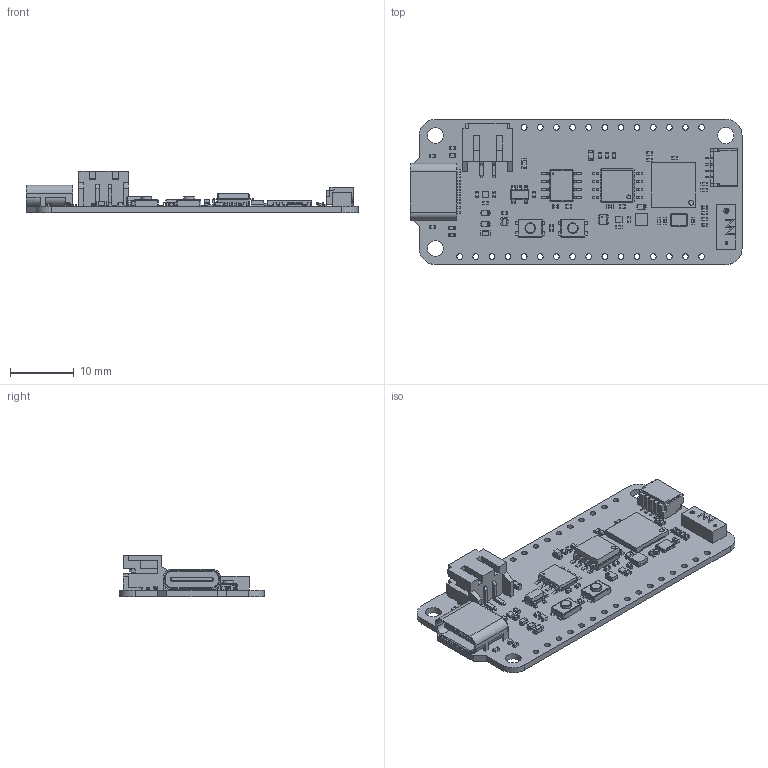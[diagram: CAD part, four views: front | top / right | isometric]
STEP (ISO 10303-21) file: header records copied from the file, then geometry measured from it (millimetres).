
FILE_DESCRIPTION(('KiCad electronic assembly'),'2;1');
FILE_NAME('FeatherS2_P7.step','2024-03-23T18:48:29',('Pcbnew'),('Kicad') ,'Open CASCADE STEP processor 7.7','KiCad to STEP converter','Unknown' );
FILE_SCHEMA(('AUTOMOTIVE_DESIGN { 1 0 10303 214 1 1 1 1 }'));
Length unit declared in the file: millimetre
Products named in the file (42): FeatherS2_P7 1; HIRO-USB-C Fixed Position; HRO  USB-C col 3 v7; R_0402_1005Metric; C_0603_1608Metric; C_0402_1005Metric; LED_0603_1608Metric; D_SOD-523; D_SOD_523; SOT-23-5; SOT_23_5; SOT-553; SOT_553; JST_SH_4pin_Horiz; SM04B-SRSS-TB(LF)(SN); LED_0402_1005Metric; BTN_KMR2_4.6X2.8_HAND; BTN_KMR2_4.6X2.8_HAND v1; NN01-102--3DModel-STEP-56544; NN01-102; APA102 2020 LED; APA102 2020 LED v2; JST_PH_2pion_Horiz; S2B-PH-SM4-TB(LF)(SN); SOT-723; ESD7C5.0DT5G; NCP170AMX170TCG; NCP160AMX280TBG; ESP32_S2--3DModel-STEP-1; ESP32-S2; SSOP-8_3.9x5.05mm_P1.27mm; SSOP_8_39x505mm_P127mm; Crystal_SMD_3225-4Pin_3.2x2.5mm_HandSoldering; SOIC-8_5.275x5.275mm_P1.27mm; SOIC_8_5275x5275mm_P127mm; FeatherS2_P7_PCB
Assembly tree (76 placements, depth 3):
  FeatherS2_P7 1
    HIRO-USB-C Fixed Position
      HRO  USB-C col 3 v7
    R_0402_1005Metric  x13
      R_0402_1005Metric
    C_0603_1608Metric  x2
      C_0603_1608Metric
    C_0402_1005Metric  x17
      C_0402_1005Metric
    LED_0603_1608Metric
      LED_0603_1608Metric
    D_SOD-523  x3
      D_SOD_523
    SOT-23-5
      SOT_23_5
    SOT-553
      SOT_553
    JST_SH_4pin_Horiz
      SM04B-SRSS-TB(LF)(SN)
    LED_0402_1005Metric  x3
      LED_0402_1005Metric
    BTN_KMR2_4.6X2.8_HAND  x2
      BTN_KMR2_4.6X2.8_HAND v1
    NN01-102--3DModel-STEP-56544
      NN01-102
    APA102 2020 LED
      APA102 2020 LED v2
    JST_PH_2pion_Horiz
      S2B-PH-SM4-TB(LF)(SN)
    SOT-723
      ESD7C5.0DT5G
    NCP170AMX170TCG  x2
      NCP160AMX280TBG
    ESP32_S2--3DModel-STEP-1
      ESP32-S2
    SSOP-8_3.9x5.05mm_P1.27mm
      SSOP_8_39x505mm_P127mm
    Crystal_SMD_3225-4Pin_3.2x2.5mm_HandSoldering
      Crystal_SMD_3225-4Pin_3.2x2.5mm_HandSoldering
    SOIC-8_5.275x5.275mm_P1.27mm
      SOIC_8_5275x5275mm_P127mm
    FeatherS2_P7_PCB
Bounding box: 52.26 x 22.86 x 6.55 mm (x, y, z)
Volume: 1646 mm3; surface area: 4488.6 mm2
Topology: 166 solids, 166 shells, 3664 faces, 9457 edges, 6186 vertices
Faces by surface type: plane 2615, cylinder 859, bspline 178, cone 10, torus 2
Full cylindrical faces by diameter (mm): 0.08 x1, 0.2 x1, 0.25 x1, 0.5 x2, 0.6 x1, 0.7 x2, 0.9 x28, 1.665 x4, 2.5 x2, 2.54 x1
Entity records: 85357 total; most frequent: CARTESIAN_POINT 15788, ORIENTED_EDGE 13320, DIRECTION 12532, EDGE_CURVE 6660, LINE 5368, VECTOR 5368, VERTEX_POINT 4352, AXIS2_PLACEMENT_3D 3582
